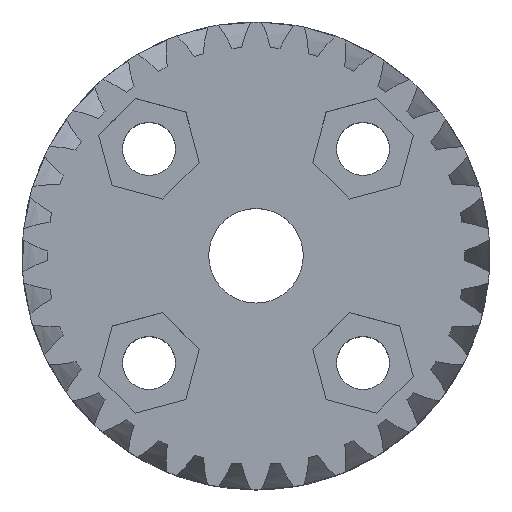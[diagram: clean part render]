
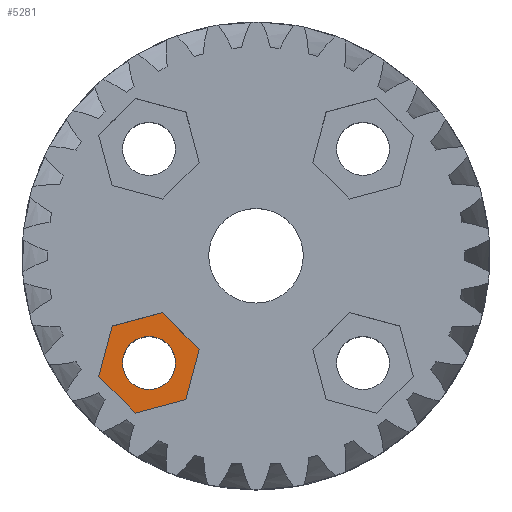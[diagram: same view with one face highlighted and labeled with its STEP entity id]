
A CAD part, top view. The second image highlights one B-rep face of the part: STEP entity #5281.
In plain terms, the highlighted planar face has unit normal (0, 0, 1).
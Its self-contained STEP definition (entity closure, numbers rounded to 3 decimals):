
#15=FACE_BOUND('',#1043,.T.);
#46=PLANE('',#5626);
#520=CIRCLE('',#5627,2.1);
#738=FACE_OUTER_BOUND('',#1042,.T.);
#1042=EDGE_LOOP('',(#3491,#3492,#3493,#3494,#3495,#3496));
#1043=EDGE_LOOP('',(#3497));
#1334=LINE('',#8685,#1420);
#1338=LINE('',#8692,#1424);
#1341=LINE('',#8698,#1427);
#1344=LINE('',#8704,#1430);
#1347=LINE('',#8710,#1433);
#1349=LINE('',#8713,#1435);
#1420=VECTOR('',#6199,10.);
#1424=VECTOR('',#6205,10.);
#1427=VECTOR('',#6210,10.);
#1430=VECTOR('',#6215,10.);
#1433=VECTOR('',#6220,10.);
#1435=VECTOR('',#6224,10.);
#1965=VERTEX_POINT('',#8682);
#1966=VERTEX_POINT('',#8684);
#1968=VERTEX_POINT('',#8690);
#1970=VERTEX_POINT('',#8696);
#1972=VERTEX_POINT('',#8702);
#1974=VERTEX_POINT('',#8708);
#1975=VERTEX_POINT('',#8715);
#2548=EDGE_CURVE('',#1965,#1966,#1334,.T.);
#2552=EDGE_CURVE('',#1968,#1965,#1338,.T.);
#2555=EDGE_CURVE('',#1970,#1968,#1341,.T.);
#2558=EDGE_CURVE('',#1972,#1970,#1344,.T.);
#2561=EDGE_CURVE('',#1974,#1972,#1347,.T.);
#2563=EDGE_CURVE('',#1966,#1974,#1349,.T.);
#2564=EDGE_CURVE('',#1975,#1975,#520,.T.);
#3491=ORIENTED_EDGE('',*,*,#2563,.F.);
#3492=ORIENTED_EDGE('',*,*,#2548,.F.);
#3493=ORIENTED_EDGE('',*,*,#2552,.F.);
#3494=ORIENTED_EDGE('',*,*,#2555,.F.);
#3495=ORIENTED_EDGE('',*,*,#2558,.F.);
#3496=ORIENTED_EDGE('',*,*,#2561,.F.);
#3497=ORIENTED_EDGE('',*,*,#2564,.F.);
#5281=ADVANCED_FACE('',(#738,#15),#46,.T.);
#5626=AXIS2_PLACEMENT_3D('',#8714,#6225,#6226);
#5627=AXIS2_PLACEMENT_3D('',#8716,#6227,#6228);
#6199=DIRECTION('',(0.259,0.966,0.));
#6205=DIRECTION('',(-0.707,0.707,0.));
#6210=DIRECTION('',(-0.966,-0.259,0.));
#6215=DIRECTION('',(-0.259,-0.966,0.));
#6220=DIRECTION('',(0.707,-0.707,0.));
#6224=DIRECTION('',(0.966,0.259,0.));
#6225=DIRECTION('center_axis',(0.,0.,1.));
#6226=DIRECTION('ref_axis',(1.,0.,0.));
#6227=DIRECTION('center_axis',(0.,0.,1.));
#6228=DIRECTION('ref_axis',(-1.,0.,0.));
#8682=CARTESIAN_POINT('',(-12.473,-9.554,15.));
#8684=CARTESIAN_POINT('',(-11.404,-5.566,15.));
#8685=CARTESIAN_POINT('',(-11.404,-5.566,15.));
#8690=CARTESIAN_POINT('',(-9.554,-12.473,15.));
#8692=CARTESIAN_POINT('',(-12.473,-9.554,15.));
#8696=CARTESIAN_POINT('',(-5.566,-11.404,15.));
#8698=CARTESIAN_POINT('',(-9.554,-12.473,15.));
#8702=CARTESIAN_POINT('',(-4.498,-7.417,15.));
#8704=CARTESIAN_POINT('',(-5.566,-11.404,15.));
#8708=CARTESIAN_POINT('',(-7.417,-4.498,15.));
#8710=CARTESIAN_POINT('',(-4.498,-7.417,15.));
#8713=CARTESIAN_POINT('',(-7.417,-4.498,15.));
#8714=CARTESIAN_POINT('Origin',(-8.485,-8.485,15.));
#8715=CARTESIAN_POINT('',(-6.385,-8.485,15.));
#8716=CARTESIAN_POINT('Origin',(-8.485,-8.485,15.));
